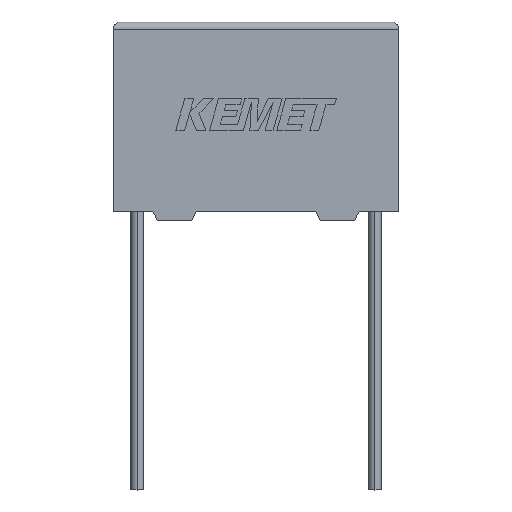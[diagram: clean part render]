
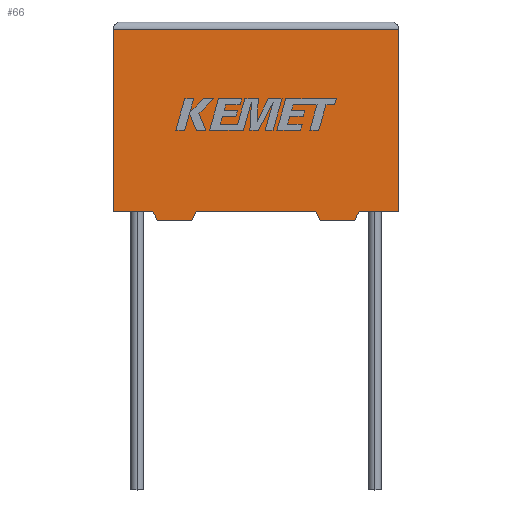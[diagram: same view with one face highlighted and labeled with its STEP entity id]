
A CAD part, top view. The second image highlights one B-rep face of the part: STEP entity #66.
In plain terms, the highlighted planar face has unit normal (0, 0, 1).
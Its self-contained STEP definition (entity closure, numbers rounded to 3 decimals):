
#20 = VECTOR ( 'NONE', #84, 1000. ) ;
#66 = ADVANCED_FACE ( 'NONE', ( #3202 ), #1249, .F. ) ;
#84 = DIRECTION ( 'NONE',  ( 0., 1., 0. ) ) ;
#110 = LINE ( 'NONE', #1417, #2369 ) ;
#168 = CARTESIAN_POINT ( 'NONE',  ( 15.217, -0.562, 6.5 ) ) ;
#170 = VERTEX_POINT ( 'NONE', #2547 ) ;
#250 = VECTOR ( 'NONE', #2554, 1000. ) ;
#251 = CARTESIAN_POINT ( 'NONE',  ( 18., 11.487, 6.5 ) ) ;
#283 = CARTESIAN_POINT ( 'NONE',  ( 15.517, 0., 6.5 ) ) ;
#373 = VECTOR ( 'NONE', #1204, 1000. ) ;
#423 = CARTESIAN_POINT ( 'NONE',  ( 15.217, -0.562, 6.5 ) ) ;
#426 = ORIENTED_EDGE ( 'NONE', *, *, #1454, .T. ) ;
#429 = ORIENTED_EDGE ( 'NONE', *, *, #2945, .T. ) ;
#455 = CARTESIAN_POINT ( 'NONE',  ( 4.946, -0.562, 6.5 ) ) ;
#466 = VECTOR ( 'NONE', #1936, 1000. ) ;
#498 = VERTEX_POINT ( 'NONE', #1148 ) ;
#533 = CARTESIAN_POINT ( 'NONE',  ( 4.946, -0.562, 6.5 ) ) ;
#563 = DIRECTION ( 'NONE',  ( -1., 0., 0. ) ) ;
#569 = EDGE_CURVE ( 'NONE', #737, #1244, #574, .T. ) ;
#574 = LINE ( 'NONE', #895, #1039 ) ;
#630 = AXIS2_PLACEMENT_3D ( 'NONE', #2337, #1085, #563 ) ;
#632 = CARTESIAN_POINT ( 'NONE',  ( 2.483, 0., 6.5 ) ) ;
#658 = ORIENTED_EDGE ( 'NONE', *, *, #569, .T. ) ;
#659 = VERTEX_POINT ( 'NONE', #997 ) ;
#679 = ORIENTED_EDGE ( 'NONE', *, *, #2079, .T. ) ;
#737 = VERTEX_POINT ( 'NONE', #251 ) ;
#746 = VERTEX_POINT ( 'NONE', #2268 ) ;
#758 = LINE ( 'NONE', #2189, #373 ) ;
#795 = ORIENTED_EDGE ( 'NONE', *, *, #1069, .T. ) ;
#830 = VECTOR ( 'NONE', #2266, 1000. ) ;
#895 = CARTESIAN_POINT ( 'NONE',  ( 0., 11.487, 6.5 ) ) ;
#900 = VECTOR ( 'NONE', #2942, 1000. ) ;
#911 = VERTEX_POINT ( 'NONE', #632 ) ;
#957 = EDGE_CURVE ( 'NONE', #1244, #170, #110, .T. ) ;
#997 = CARTESIAN_POINT ( 'NONE',  ( 2.783, -0.562, 6.5 ) ) ;
#1039 = VECTOR ( 'NONE', #2653, 1000. ) ;
#1055 = DIRECTION ( 'NONE',  ( 0.471, 0.882, 0. ) ) ;
#1069 = EDGE_CURVE ( 'NONE', #2582, #1512, #2959, .T. ) ;
#1085 = DIRECTION ( 'NONE',  ( 0., 0., -1. ) ) ;
#1087 = CARTESIAN_POINT ( 'NONE',  ( 0., 11.487, 6.5 ) ) ;
#1135 = ORIENTED_EDGE ( 'NONE', *, *, #2727, .F. ) ;
#1148 = CARTESIAN_POINT ( 'NONE',  ( 18., 0., 6.5 ) ) ;
#1199 = DIRECTION ( 'NONE',  ( 1., 0., 0. ) ) ;
#1204 = DIRECTION ( 'NONE',  ( 1., 0., 0. ) ) ;
#1244 = VERTEX_POINT ( 'NONE', #1087 ) ;
#1249 = PLANE ( 'NONE',  #630 ) ;
#1265 = CARTESIAN_POINT ( 'NONE',  ( 13.054, -0.562, 6.5 ) ) ;
#1273 = LINE ( 'NONE', #1265, #3007 ) ;
#1329 = ORIENTED_EDGE ( 'NONE', *, *, #957, .T. ) ;
#1384 = EDGE_CURVE ( 'NONE', #3231, #2898, #2907, .T. ) ;
#1417 = CARTESIAN_POINT ( 'NONE',  ( 0., 0., 6.5 ) ) ;
#1448 = CARTESIAN_POINT ( 'NONE',  ( 18., 0., 6.5 ) ) ;
#1454 = EDGE_CURVE ( 'NONE', #659, #2582, #2792, .T. ) ;
#1459 = EDGE_LOOP ( 'NONE', ( #679, #658, #1329, #1624, #429, #426, #795, #1559, #2425, #1945, #1135, #2613 ) ) ;
#1512 = VERTEX_POINT ( 'NONE', #3073 ) ;
#1531 = CARTESIAN_POINT ( 'NONE',  ( 0., 0., 6.5 ) ) ;
#1559 = ORIENTED_EDGE ( 'NONE', *, *, #2712, .T. ) ;
#1624 = ORIENTED_EDGE ( 'NONE', *, *, #1694, .T. ) ;
#1688 = LINE ( 'NONE', #2746, #2083 ) ;
#1694 = EDGE_CURVE ( 'NONE', #170, #911, #1688, .T. ) ;
#1734 = VECTOR ( 'NONE', #2772, 1000. ) ;
#1744 = DIRECTION ( 'NONE',  ( 0., -1., 0. ) ) ;
#1936 = DIRECTION ( 'NONE',  ( -1., 0., 0. ) ) ;
#1945 = ORIENTED_EDGE ( 'NONE', *, *, #1384, .F. ) ;
#2004 = CARTESIAN_POINT ( 'NONE',  ( 15.517, 0., 6.5 ) ) ;
#2079 = EDGE_CURVE ( 'NONE', #498, #737, #2694, .T. ) ;
#2083 = VECTOR ( 'NONE', #1199, 1000. ) ;
#2189 = CARTESIAN_POINT ( 'NONE',  ( 0., 0., 6.5 ) ) ;
#2266 = DIRECTION ( 'NONE',  ( 1., 0., 0. ) ) ;
#2268 = CARTESIAN_POINT ( 'NONE',  ( 12.754, 0., 6.5 ) ) ;
#2278 = VECTOR ( 'NONE', #1055, 1000. ) ;
#2337 = CARTESIAN_POINT ( 'NONE',  ( 0., 0., 6.5 ) ) ;
#2369 = VECTOR ( 'NONE', #1744, 1000. ) ;
#2425 = ORIENTED_EDGE ( 'NONE', *, *, #2708, .F. ) ;
#2498 = CARTESIAN_POINT ( 'NONE',  ( 13.054, -0.562, 6.5 ) ) ;
#2513 = EDGE_CURVE ( 'NONE', #2846, #498, #758, .T. ) ;
#2520 = CARTESIAN_POINT ( 'NONE',  ( 2.483, 0., 6.5 ) ) ;
#2547 = CARTESIAN_POINT ( 'NONE',  ( 0., 0., 6.5 ) ) ;
#2554 = DIRECTION ( 'NONE',  ( -0.471, -0.882, 0. ) ) ;
#2582 = VERTEX_POINT ( 'NONE', #455 ) ;
#2613 = ORIENTED_EDGE ( 'NONE', *, *, #2513, .T. ) ;
#2653 = DIRECTION ( 'NONE',  ( -1., 0., 0. ) ) ;
#2694 = LINE ( 'NONE', #1448, #20 ) ;
#2708 = EDGE_CURVE ( 'NONE', #2898, #746, #1273, .T. ) ;
#2712 = EDGE_CURVE ( 'NONE', #1512, #746, #3081, .T. ) ;
#2727 = EDGE_CURVE ( 'NONE', #2846, #3231, #2835, .T. ) ;
#2746 = CARTESIAN_POINT ( 'NONE',  ( 0., 0., 6.5 ) ) ;
#2772 = DIRECTION ( 'NONE',  ( 0.471, -0.882, 0. ) ) ;
#2792 = LINE ( 'NONE', #2982, #900 ) ;
#2835 = LINE ( 'NONE', #283, #250 ) ;
#2846 = VERTEX_POINT ( 'NONE', #2004 ) ;
#2874 = LINE ( 'NONE', #2520, #1734 ) ;
#2898 = VERTEX_POINT ( 'NONE', #2498 ) ;
#2907 = LINE ( 'NONE', #423, #466 ) ;
#2942 = DIRECTION ( 'NONE',  ( 1., 0., 0. ) ) ;
#2945 = EDGE_CURVE ( 'NONE', #911, #659, #2874, .T. ) ;
#2959 = LINE ( 'NONE', #533, #2278 ) ;
#2982 = CARTESIAN_POINT ( 'NONE',  ( 2.783, -0.562, 6.5 ) ) ;
#3007 = VECTOR ( 'NONE', #3023, 1000. ) ;
#3023 = DIRECTION ( 'NONE',  ( -0.471, 0.882, 0. ) ) ;
#3073 = CARTESIAN_POINT ( 'NONE',  ( 5.246, 0., 6.5 ) ) ;
#3081 = LINE ( 'NONE', #1531, #830 ) ;
#3202 = FACE_OUTER_BOUND ( 'NONE', #1459, .T. ) ;
#3231 = VERTEX_POINT ( 'NONE', #168 ) ;
